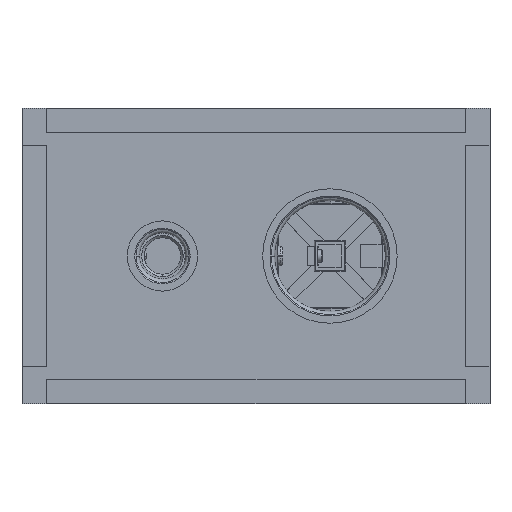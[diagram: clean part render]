
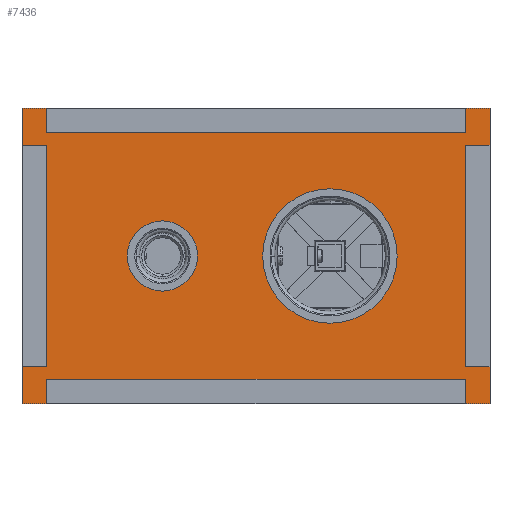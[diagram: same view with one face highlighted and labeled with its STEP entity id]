
A CAD part, left-side view. The second image highlights one B-rep face of the part: STEP entity #7436.
In plain terms, the highlighted face is planar.
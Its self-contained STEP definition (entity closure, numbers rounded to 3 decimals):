
#6841=DIRECTION('',(0.,0.,1.));
#6842=VECTOR('',#6841,190.);
#6843=CARTESIAN_POINT('',(-60.,0.,-95.));
#6844=LINE('',#6843,#6842);
#6848=DIRECTION('',(1.,0.,0.));
#6849=VECTOR('',#6848,120.);
#6850=CARTESIAN_POINT('',(-60.,0.,95.));
#6851=LINE('',#6850,#6849);
#6855=DIRECTION('',(0.,0.,-1.));
#6856=VECTOR('',#6855,190.);
#6857=CARTESIAN_POINT('',(60.,0.,95.));
#6858=LINE('',#6857,#6856);
#6862=DIRECTION('',(-1.,0.,0.));
#6863=VECTOR('',#6862,120.);
#6864=CARTESIAN_POINT('',(60.,0.,-95.));
#6865=LINE('',#6864,#6863);
#6869=CARTESIAN_POINT('',(0.,0.,-30.));
#6870=DIRECTION('',(0.,-1.,0.));
#6871=DIRECTION('',(0.,0.,-1.));
#6872=AXIS2_PLACEMENT_3D('',#6869,#6870,#6871);
#6877=CARTESIAN_POINT('',(0.,0.,-30.));
#6878=DIRECTION('',(0.,-1.,0.));
#6879=DIRECTION('',(0.,0.,1.));
#6880=AXIS2_PLACEMENT_3D('',#6877,#6878,#6879);
#6901=CARTESIAN_POINT('',(0.,0.,38.));
#6902=DIRECTION('',(0.,-1.,0.));
#6903=DIRECTION('',(0.,0.,-1.));
#6904=AXIS2_PLACEMENT_3D('',#6901,#6902,#6903);
#6909=CARTESIAN_POINT('',(0.,0.,38.));
#6910=DIRECTION('',(0.,-1.,0.));
#6911=DIRECTION('',(0.,0.,1.));
#6912=AXIS2_PLACEMENT_3D('',#6909,#6910,#6911);
#7329=CARTESIAN_POINT('',(-60.,0.,-95.));
#7330=CARTESIAN_POINT('',(-60.,0.,95.));
#7331=VERTEX_POINT('',#7329);
#7332=VERTEX_POINT('',#7330);
#7333=CARTESIAN_POINT('',(60.,0.,95.));
#7334=VERTEX_POINT('',#7333);
#7335=CARTESIAN_POINT('',(60.,0.,-95.));
#7336=VERTEX_POINT('',#7335);
#7365=CARTESIAN_POINT('',(0.,0.,-57.3));
#7366=CARTESIAN_POINT('',(0.,0.,-2.7));
#7367=VERTEX_POINT('',#7365);
#7368=VERTEX_POINT('',#7366);
#7377=CARTESIAN_POINT('',(0.,0.,23.75));
#7378=CARTESIAN_POINT('',(0.,0.,52.25));
#7379=VERTEX_POINT('',#7377);
#7380=VERTEX_POINT('',#7378);
#7409=CARTESIAN_POINT('',(0.,0.,0.));
#7410=DIRECTION('',(0.,1.,0.));
#7411=DIRECTION('',(1.,0.,0.));
#7412=AXIS2_PLACEMENT_3D('',#7409,#7410,#7411);
#7413=PLANE('',#7412);
#7415=ORIENTED_EDGE('',*,*,#7414,.T.);
#7417=ORIENTED_EDGE('',*,*,#7416,.T.);
#7419=ORIENTED_EDGE('',*,*,#7418,.T.);
#7421=ORIENTED_EDGE('',*,*,#7420,.T.);
#7422=EDGE_LOOP('',(#7415,#7417,#7419,#7421));
#7423=FACE_OUTER_BOUND('',#7422,.F.);
#7425=ORIENTED_EDGE('',*,*,#7424,.T.);
#7427=ORIENTED_EDGE('',*,*,#7426,.T.);
#7428=EDGE_LOOP('',(#7425,#7427));
#7429=FACE_BOUND('',#7428,.F.);
#7431=ORIENTED_EDGE('',*,*,#7430,.T.);
#7433=ORIENTED_EDGE('',*,*,#7432,.T.);
#7434=EDGE_LOOP('',(#7431,#7433));
#7435=FACE_BOUND('',#7434,.F.);
#7436=ADVANCED_FACE('',(#7423,#7429,#7435),#7413,.F.);
#6873=CIRCLE('',#6872,27.3);
#6881=CIRCLE('',#6880,27.3);
#6905=CIRCLE('',#6904,14.25);
#6913=CIRCLE('',#6912,14.25);
#7414=EDGE_CURVE('',#7331,#7332,#6844,.T.);
#7416=EDGE_CURVE('',#7332,#7334,#6851,.T.);
#7418=EDGE_CURVE('',#7334,#7336,#6858,.T.);
#7420=EDGE_CURVE('',#7336,#7331,#6865,.T.);
#7424=EDGE_CURVE('',#7367,#7368,#6873,.T.);
#7426=EDGE_CURVE('',#7368,#7367,#6881,.T.);
#7430=EDGE_CURVE('',#7379,#7380,#6905,.T.);
#7432=EDGE_CURVE('',#7380,#7379,#6913,.T.);
